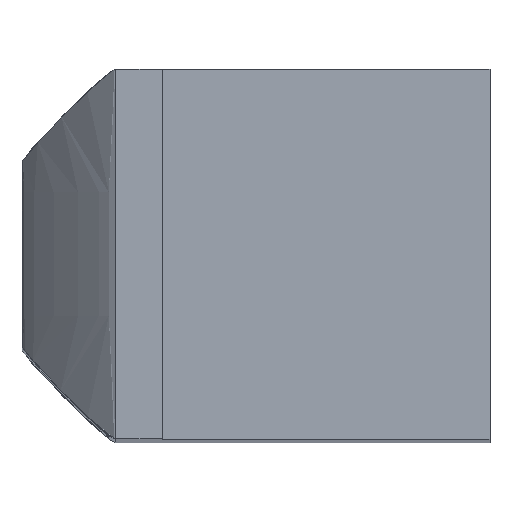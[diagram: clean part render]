
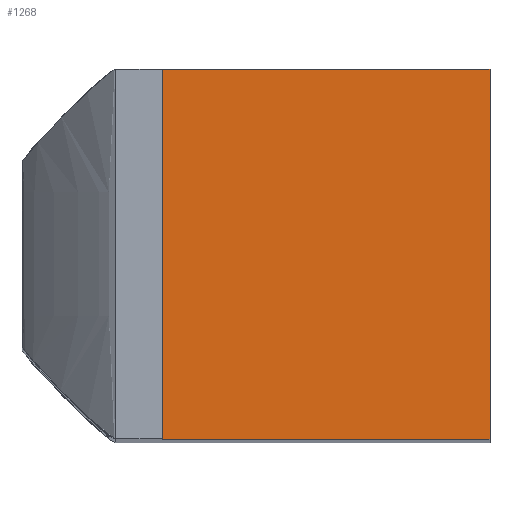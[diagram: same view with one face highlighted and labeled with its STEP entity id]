
A CAD part, top view. The second image highlights one B-rep face of the part: STEP entity #1268.
In plain terms, the highlighted planar face has unit normal (0, 0, 1).
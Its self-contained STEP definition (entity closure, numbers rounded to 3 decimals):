
#82=FACE_OUTER_BOUND('',#146,.T.);
#146=EDGE_LOOP('',(#1097,#1098,#1099,#1100));
#300=LINE('',#1920,#470);
#314=LINE('',#1951,#484);
#319=LINE('',#1958,#489);
#320=LINE('',#1959,#490);
#470=VECTOR('',#1577,10.);
#484=VECTOR('',#1601,10.);
#489=VECTOR('',#1610,10.);
#490=VECTOR('',#1611,10.);
#595=VERTEX_POINT('',#1917);
#596=VERTEX_POINT('',#1919);
#607=VERTEX_POINT('',#1949);
#608=VERTEX_POINT('',#1950);
#760=EDGE_CURVE('',#596,#595,#300,.T.);
#774=EDGE_CURVE('',#607,#608,#314,.T.);
#779=EDGE_CURVE('',#596,#608,#319,.T.);
#780=EDGE_CURVE('',#595,#607,#320,.F.);
#1097=ORIENTED_EDGE('',*,*,#774,.T.);
#1098=ORIENTED_EDGE('',*,*,#779,.F.);
#1099=ORIENTED_EDGE('',*,*,#760,.T.);
#1100=ORIENTED_EDGE('',*,*,#780,.T.);
#1209=PLANE('',#1333);
#1268=ADVANCED_FACE('',(#82),#1209,.T.);
#1333=AXIS2_PLACEMENT_3D('',#1957,#1608,#1609);
#1577=DIRECTION('',(0.,1.,0.));
#1601=DIRECTION('',(0.,-1.,0.));
#1608=DIRECTION('center_axis',(0.,0.,1.));
#1609=DIRECTION('ref_axis',(1.,0.,0.));
#1610=DIRECTION('',(-1.,0.,0.));
#1611=DIRECTION('',(1.,0.,0.));
#1917=CARTESIAN_POINT('',(-97.4,3.95,-35.05));
#1919=CARTESIAN_POINT('',(-97.4,-3.95,-35.05));
#1920=CARTESIAN_POINT('',(-97.4,-2.,-35.05));
#1949=CARTESIAN_POINT('',(-104.4,3.95,-35.05));
#1950=CARTESIAN_POINT('',(-104.4,-3.95,-35.05));
#1951=CARTESIAN_POINT('',(-104.4,-1.975,-35.05));
#1957=CARTESIAN_POINT('Origin',(-97.4,0.,-35.05));
#1958=CARTESIAN_POINT('',(-105.4,-3.95,-35.05));
#1959=CARTESIAN_POINT('',(-97.4,3.95,-35.05));
